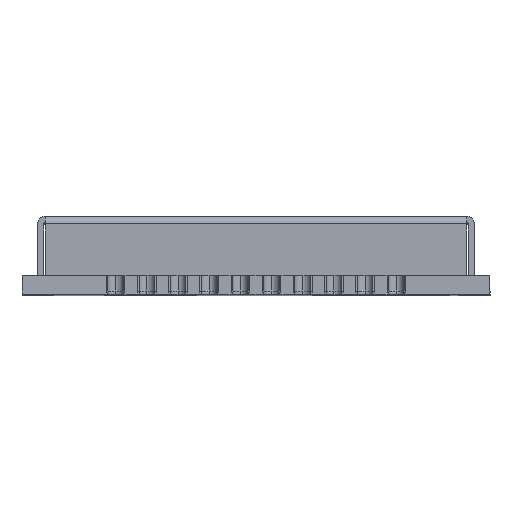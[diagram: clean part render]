
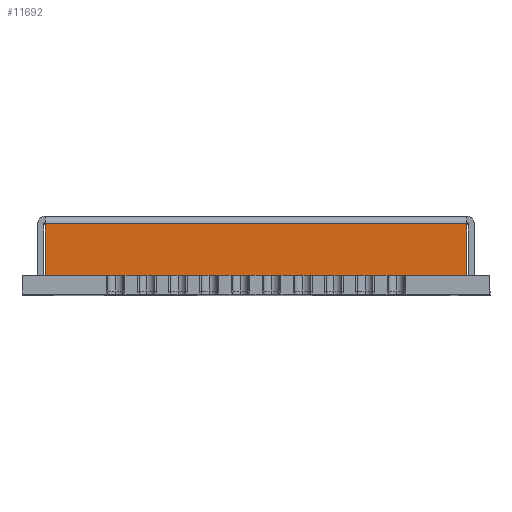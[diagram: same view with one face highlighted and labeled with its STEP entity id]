
A CAD part, top view. The second image highlights one B-rep face of the part: STEP entity #11692.
In plain terms, the highlighted planar face has unit normal (0, 0, 1).
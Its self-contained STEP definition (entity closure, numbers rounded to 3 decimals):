
#1418 = CARTESIAN_POINT ( 'NONE',  ( -6.75, 2.25, 15.5 ) ) ;
#1707 = ORIENTED_EDGE ( 'NONE', *, *, #21071, .F. ) ;
#1793 = CARTESIAN_POINT ( 'NONE',  ( -7., 0.6, 15.5 ) ) ;
#1919 = VERTEX_POINT ( 'NONE', #3344 ) ;
#3344 = CARTESIAN_POINT ( 'NONE',  ( 6.75, 2.25, 15.5 ) ) ;
#3502 = ORIENTED_EDGE ( 'NONE', *, *, #9804, .T. ) ;
#3760 = ORIENTED_EDGE ( 'NONE', *, *, #21466, .T. ) ;
#6879 = CARTESIAN_POINT ( 'NONE',  ( -6.75, 30.656, 15.5 ) ) ;
#7062 = CARTESIAN_POINT ( 'NONE',  ( -6.75, 0.6, 15.5 ) ) ;
#8594 = DIRECTION ( 'NONE',  ( 1., 0., 0. ) ) ;
#9150 = EDGE_LOOP ( 'NONE', ( #3760, #9988, #1707, #3502 ) ) ;
#9302 = VERTEX_POINT ( 'NONE', #14121 ) ;
#9802 = DIRECTION ( 'NONE',  ( 0., 0., -1. ) ) ;
#9804 = EDGE_CURVE ( 'NONE', #1919, #21646, #18110, .T. ) ;
#9916 = CARTESIAN_POINT ( 'NONE',  ( 6.75, 30.656, 15.5 ) ) ;
#9988 = ORIENTED_EDGE ( 'NONE', *, *, #23123, .T. ) ;
#11099 = LINE ( 'NONE', #6879, #22249 ) ;
#11692 = ADVANCED_FACE ( 'NONE', ( #21830 ), #23155, .F. ) ;
#12693 = DIRECTION ( 'NONE',  ( -1., 0., 0. ) ) ;
#14052 = VECTOR ( 'NONE', #8594, 1000. ) ;
#14121 = CARTESIAN_POINT ( 'NONE',  ( 6.75, 0.6, 15.5 ) ) ;
#17596 = LINE ( 'NONE', #1793, #14052 ) ;
#18110 = LINE ( 'NONE', #1418, #19852 ) ;
#19150 = LINE ( 'NONE', #9916, #28187 ) ;
#19852 = VECTOR ( 'NONE', #12693, 1000. ) ;
#20994 = CARTESIAN_POINT ( 'NONE',  ( -6.75, 2.25, 15.5 ) ) ;
#21071 = EDGE_CURVE ( 'NONE', #1919, #9302, #19150, .T. ) ;
#21434 = VERTEX_POINT ( 'NONE', #7062 ) ;
#21466 = EDGE_CURVE ( 'NONE', #21646, #21434, #11099, .T. ) ;
#21646 = VERTEX_POINT ( 'NONE', #20994 ) ;
#21830 = FACE_OUTER_BOUND ( 'NONE', #9150, .T. ) ;
#22249 = VECTOR ( 'NONE', #22380, 1000. ) ;
#22380 = DIRECTION ( 'NONE',  ( 0., -1., 0. ) ) ;
#23123 = EDGE_CURVE ( 'NONE', #21434, #9302, #17596, .T. ) ;
#23155 = PLANE ( 'NONE',  #26528 ) ;
#23262 = CARTESIAN_POINT ( 'NONE',  ( -7., 30.656, 15.5 ) ) ;
#26528 = AXIS2_PLACEMENT_3D ( 'NONE', #23262, #9802, #27601 ) ;
#27601 = DIRECTION ( 'NONE',  ( -1., 0., 0. ) ) ;
#27726 = DIRECTION ( 'NONE',  ( 0., -1., 0. ) ) ;
#28187 = VECTOR ( 'NONE', #27726, 1000. ) ;
